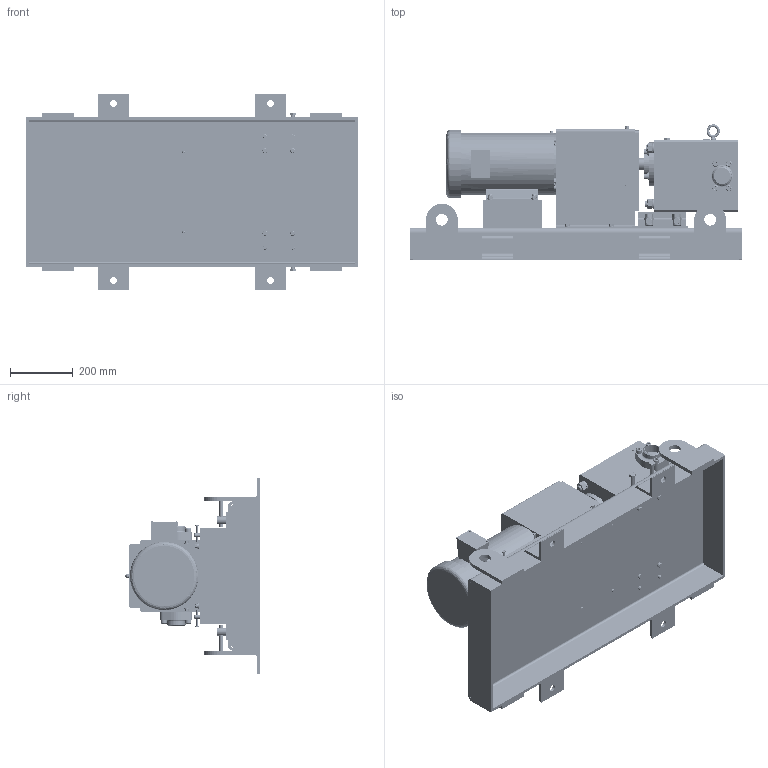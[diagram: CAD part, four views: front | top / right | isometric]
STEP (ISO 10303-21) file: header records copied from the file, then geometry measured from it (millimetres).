
FILE_DESCRIPTION (( 'STEP AP214' ), '1' );
FILE_NAME ('GPV-1420-059-U.STEP', '2019-10-03T21:26:25', ( '' ), ( '' ), 'SwSTEP 2.0', 'SolidWorks 2018', '' );
FILE_SCHEMA (( 'AUTOMOTIVE_DESIGN' ));
Length unit declared in the file: inch
Products named in the file (1): GPV-1420-059-U
Bounding box: 1060.45 x 431.8 x 628.65 mm (x, y, z)
Volume: 45093940.6 mm3; surface area: 4467684.5 mm2
Topology: 128 solids, 128 shells, 5556 faces, 13404 edges, 8375 vertices
Faces by surface type: plane 2478, cylinder 1613, cone 913, bspline 478, torus 64, sphere 10
Entity records: 217577 total; most frequent: CARTESIAN_POINT 72513, ORIENTED_EDGE 26716, DIRECTION 25984, EDGE_CURVE 13358, AXIS2_PLACEMENT_3D 9413, VERTEX_POINT 8375, VECTOR 7158, LINE 7158
